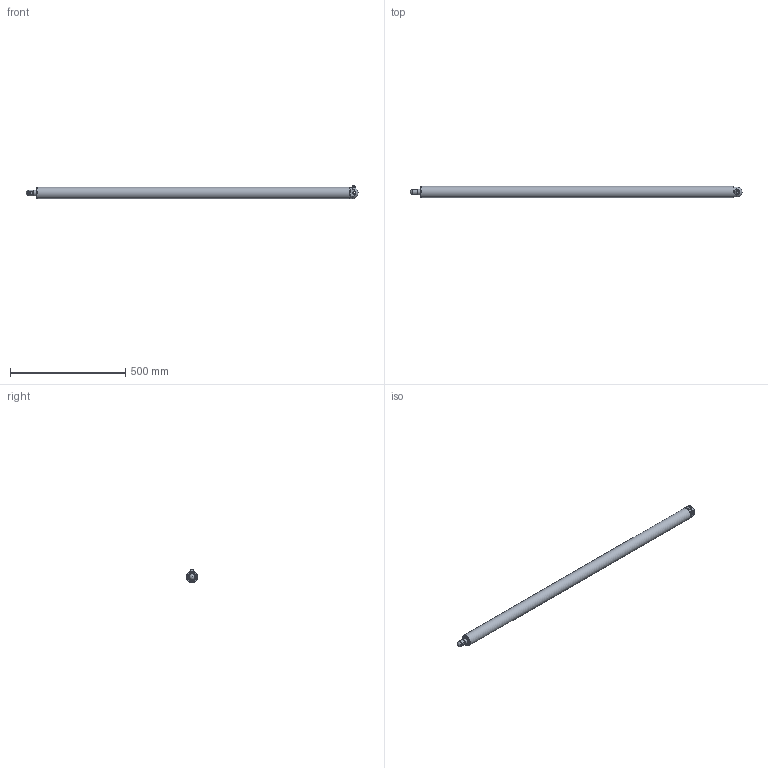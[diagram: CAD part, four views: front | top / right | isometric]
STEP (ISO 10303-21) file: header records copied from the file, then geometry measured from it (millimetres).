
FILE_DESCRIPTION( ( '' ), ' ' );
FILE_NAME( '5cdc543616d04614bac0a1b6.step', '2019-05-15T18:02:30', ( '' ), ( '' ), ' ', ' ', ' ' );
FILE_SCHEMA( ( 'AUTOMOTIVE_DESIGN { 1 0 10303 214 1 1 1 1 }' ) );
Length unit declared in the file: metre
Products named in the file (7): Assem1; Cylinder Shaft; Cylinder End Seal; Cylinder Rod End; Cylinder Clevis; Cylinder Body; Cylinder Seal Cap
Assembly tree (6 placements, depth 2):
  Assem1
    Cylinder Shaft
    Cylinder End Seal
    Cylinder Rod End
    Cylinder Clevis
    Cylinder Body
    Cylinder Seal Cap
Bounding box: 1442.75 x 50 x 58.55 mm (x, y, z)
Volume: 3223288.1 mm3; surface area: 314875.1 mm2
Topology: 6 solids, 6 shells, 54 faces, 111 edges, 71 vertices
Faces by surface type: plane 27, cylinder 15, cone 6, torus 4, sphere 2
Full cylindrical faces by diameter (mm): 10.15 x2, 13.716 x1, 25 x3, 29.75 x1, 36.75 x2, 49.8 x1, 50 x2
Entity records: 1984 total; most frequent: CARTESIAN_POINT 374, DIRECTION 244, ORIENTED_EDGE 162, AXIS2_PLACEMENT_3D 107, EDGE_LOOP 88, EDGE_CURVE 81, FACE_OUTER_BOUND 70, VERTEX_POINT 67
